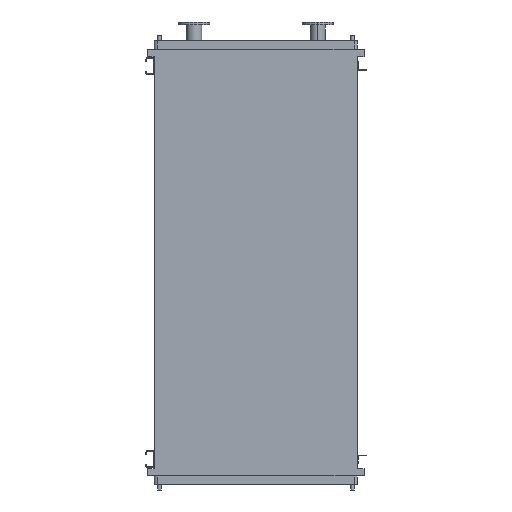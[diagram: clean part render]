
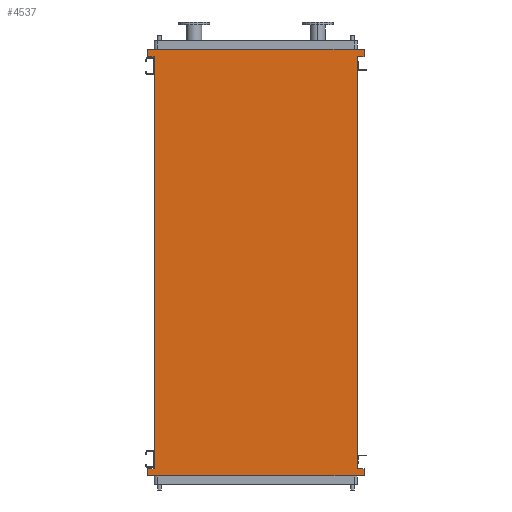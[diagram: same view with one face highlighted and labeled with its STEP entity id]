
A CAD part, front view. The second image highlights one B-rep face of the part: STEP entity #4537.
In plain terms, the highlighted planar face has unit normal (0, -1, 0).
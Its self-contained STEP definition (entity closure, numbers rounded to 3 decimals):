
#39 = DIRECTION ( 'NONE',  ( 1., 0., 0. ) ) ;
#86 = ORIENTED_EDGE ( 'NONE', *, *, #4177, .F. ) ;
#147 = VECTOR ( 'NONE', #9950, 1000. ) ;
#205 = ORIENTED_EDGE ( 'NONE', *, *, #1084, .F. ) ;
#270 = CARTESIAN_POINT ( 'NONE',  ( 771., 0., -2945. ) ) ;
#327 = CARTESIAN_POINT ( 'NONE',  ( 771., 0., -2945. ) ) ;
#424 = ORIENTED_EDGE ( 'NONE', *, *, #6441, .F. ) ;
#518 = ORIENTED_EDGE ( 'NONE', *, *, #10316, .F. ) ;
#582 = VERTEX_POINT ( 'NONE', #10404 ) ;
#706 = VERTEX_POINT ( 'NONE', #5180 ) ;
#1040 = LINE ( 'NONE', #3033, #147 ) ;
#1084 = EDGE_CURVE ( 'NONE', #4819, #706, #1121, .T. ) ;
#1121 = LINE ( 'NONE', #5167, #9121 ) ;
#1132 = VECTOR ( 'NONE', #7375, 1000. ) ;
#1149 = CARTESIAN_POINT ( 'NONE',  ( -771., 0., 95. ) ) ;
#1290 = CARTESIAN_POINT ( 'NONE',  ( 771., 0., 43. ) ) ;
#1395 = VERTEX_POINT ( 'NONE', #1149 ) ;
#1681 = EDGE_CURVE ( 'NONE', #5929, #5156, #8187, .T. ) ;
#1717 = DIRECTION ( 'NONE',  ( 0., -1., 0. ) ) ;
#1722 = DIRECTION ( 'NONE',  ( 0., 0., 1. ) ) ;
#1861 = CARTESIAN_POINT ( 'NONE',  ( -725., 0., -2850. ) ) ;
#2218 = ORIENTED_EDGE ( 'NONE', *, *, #2384, .F. ) ;
#2255 = ORIENTED_EDGE ( 'NONE', *, *, #3050, .F. ) ;
#2308 = CARTESIAN_POINT ( 'NONE',  ( 771., 0., 95. ) ) ;
#2325 = VERTEX_POINT ( 'NONE', #6254 ) ;
#2384 = EDGE_CURVE ( 'NONE', #2325, #5662, #10681, .T. ) ;
#2398 = ORIENTED_EDGE ( 'NONE', *, *, #10979, .F. ) ;
#2600 = ORIENTED_EDGE ( 'NONE', *, *, #3499, .F. ) ;
#2630 = CARTESIAN_POINT ( 'NONE',  ( -725., 0., 43. ) ) ;
#2683 = VERTEX_POINT ( 'NONE', #2630 ) ;
#2737 = LINE ( 'NONE', #3411, #10829 ) ;
#3033 = CARTESIAN_POINT ( 'NONE',  ( 771., 0., -2893. ) ) ;
#3037 = DIRECTION ( 'NONE',  ( 0., 0., -1. ) ) ;
#3050 = EDGE_CURVE ( 'NONE', #6363, #1395, #10866, .T. ) ;
#3136 = VECTOR ( 'NONE', #7036, 1000. ) ;
#3411 = CARTESIAN_POINT ( 'NONE',  ( 725., 0., -2893. ) ) ;
#3455 = EDGE_LOOP ( 'NONE', ( #7608, #424, #2218, #2600, #2255, #7361, #6663, #205, #518, #5558, #2398, #86 ) ) ;
#3499 = EDGE_CURVE ( 'NONE', #1395, #2325, #4785, .T. ) ;
#3583 = CARTESIAN_POINT ( 'NONE',  ( -771., 0., -2945. ) ) ;
#3702 = DIRECTION ( 'NONE',  ( -1., 0., 0. ) ) ;
#3840 = DIRECTION ( 'NONE',  ( 0., 0., 1. ) ) ;
#3841 = VERTEX_POINT ( 'NONE', #327 ) ;
#3921 = VECTOR ( 'NONE', #7458, 1000. ) ;
#4055 = CARTESIAN_POINT ( 'NONE',  ( -771., 0., 43. ) ) ;
#4177 = EDGE_CURVE ( 'NONE', #5929, #582, #2737, .T. ) ;
#4370 = VECTOR ( 'NONE', #11036, 1000. ) ;
#4537 = ADVANCED_FACE ( 'NONE', ( #7912 ), #10371, .T. ) ;
#4785 = LINE ( 'NONE', #2308, #1132 ) ;
#4819 = VERTEX_POINT ( 'NONE', #5850 ) ;
#5156 = VERTEX_POINT ( 'NONE', #10064 ) ;
#5167 = CARTESIAN_POINT ( 'NONE',  ( -771., 0., -2893. ) ) ;
#5180 = CARTESIAN_POINT ( 'NONE',  ( -725., 0., -2893. ) ) ;
#5558 = ORIENTED_EDGE ( 'NONE', *, *, #7024, .F. ) ;
#5570 = CARTESIAN_POINT ( 'NONE',  ( 771., 0., 43. ) ) ;
#5662 = VERTEX_POINT ( 'NONE', #1290 ) ;
#5850 = CARTESIAN_POINT ( 'NONE',  ( -771., 0., -2893. ) ) ;
#5929 = VERTEX_POINT ( 'NONE', #8979 ) ;
#6173 = DIRECTION ( 'NONE',  ( 1., 0., 0. ) ) ;
#6254 = CARTESIAN_POINT ( 'NONE',  ( 771., 0., 95. ) ) ;
#6363 = VERTEX_POINT ( 'NONE', #4055 ) ;
#6436 = LINE ( 'NONE', #9241, #4370 ) ;
#6441 = EDGE_CURVE ( 'NONE', #5662, #5156, #9340, .T. ) ;
#6562 = CARTESIAN_POINT ( 'NONE',  ( 725., 0., -2850. ) ) ;
#6663 = ORIENTED_EDGE ( 'NONE', *, *, #9594, .F. ) ;
#7024 = EDGE_CURVE ( 'NONE', #3841, #10509, #7979, .T. ) ;
#7036 = DIRECTION ( 'NONE',  ( 0., 0., 1. ) ) ;
#7361 = ORIENTED_EDGE ( 'NONE', *, *, #7488, .F. ) ;
#7375 = DIRECTION ( 'NONE',  ( 1., 0., 0. ) ) ;
#7458 = DIRECTION ( 'NONE',  ( 0., 0., 1. ) ) ;
#7488 = EDGE_CURVE ( 'NONE', #2683, #6363, #6436, .T. ) ;
#7608 = ORIENTED_EDGE ( 'NONE', *, *, #1681, .T. ) ;
#7776 = VECTOR ( 'NONE', #3840, 1000. ) ;
#7802 = LINE ( 'NONE', #3583, #10186 ) ;
#7912 = FACE_OUTER_BOUND ( 'NONE', #3455, .T. ) ;
#7979 = LINE ( 'NONE', #270, #8310 ) ;
#8145 = AXIS2_PLACEMENT_3D ( 'NONE', #10480, #1717, #11102 ) ;
#8187 = LINE ( 'NONE', #6562, #3921 ) ;
#8310 = VECTOR ( 'NONE', #3702, 1000. ) ;
#8491 = DIRECTION ( 'NONE',  ( -1., 0., 0. ) ) ;
#8552 = LINE ( 'NONE', #1861, #3136 ) ;
#8607 = CARTESIAN_POINT ( 'NONE',  ( 725., 0., 43. ) ) ;
#8861 = CARTESIAN_POINT ( 'NONE',  ( -771., 0., -2945. ) ) ;
#8979 = CARTESIAN_POINT ( 'NONE',  ( 725., 0., -2893. ) ) ;
#9121 = VECTOR ( 'NONE', #39, 1000. ) ;
#9241 = CARTESIAN_POINT ( 'NONE',  ( -771., 0., 43. ) ) ;
#9340 = LINE ( 'NONE', #8607, #9558 ) ;
#9558 = VECTOR ( 'NONE', #8491, 1000. ) ;
#9594 = EDGE_CURVE ( 'NONE', #706, #2683, #8552, .T. ) ;
#9950 = DIRECTION ( 'NONE',  ( 0., 0., -1. ) ) ;
#10064 = CARTESIAN_POINT ( 'NONE',  ( 725., 0., 43. ) ) ;
#10186 = VECTOR ( 'NONE', #1722, 1000. ) ;
#10316 = EDGE_CURVE ( 'NONE', #10509, #4819, #7802, .T. ) ;
#10371 = PLANE ( 'NONE',  #8145 ) ;
#10404 = CARTESIAN_POINT ( 'NONE',  ( 771., 0., -2893. ) ) ;
#10480 = CARTESIAN_POINT ( 'NONE',  ( -725., 0., -2850. ) ) ;
#10509 = VERTEX_POINT ( 'NONE', #8861 ) ;
#10681 = LINE ( 'NONE', #5570, #10751 ) ;
#10694 = CARTESIAN_POINT ( 'NONE',  ( -771., 0., 95. ) ) ;
#10751 = VECTOR ( 'NONE', #3037, 1000. ) ;
#10829 = VECTOR ( 'NONE', #6173, 1000. ) ;
#10866 = LINE ( 'NONE', #10694, #7776 ) ;
#10979 = EDGE_CURVE ( 'NONE', #582, #3841, #1040, .T. ) ;
#11036 = DIRECTION ( 'NONE',  ( -1., 0., 0. ) ) ;
#11102 = DIRECTION ( 'NONE',  ( 0., 0., -1. ) ) ;
